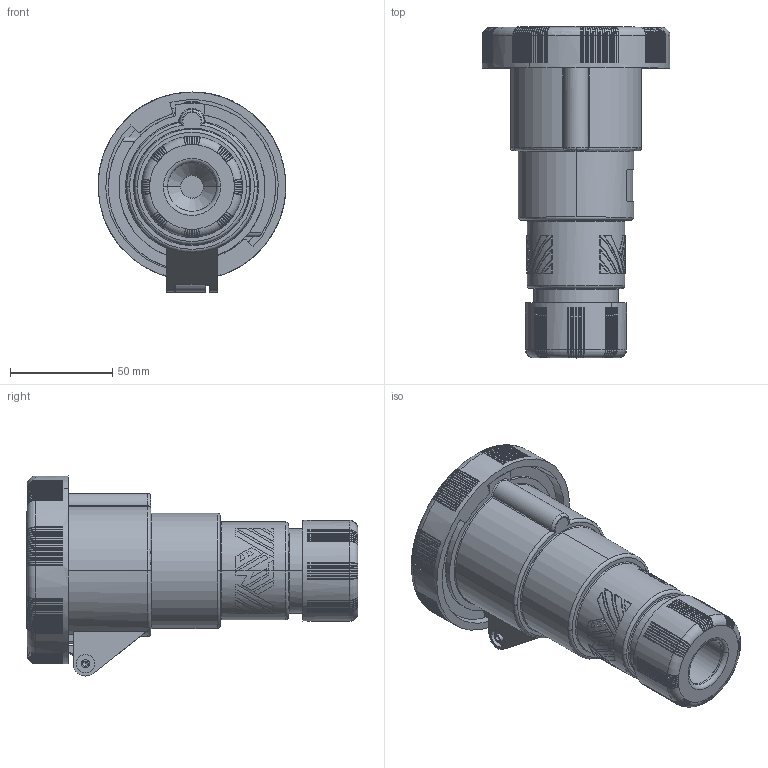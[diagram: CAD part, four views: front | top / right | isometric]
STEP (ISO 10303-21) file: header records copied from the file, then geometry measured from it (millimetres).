
FILE_DESCRIPTION(('CoCreate Modeling STEP Export'),'2;1');
FILE_NAME('PHW_3264_PV.stp','2011-04-04T14:48:59',(''),(''),'CoCreate Modeling STEP processor for AP214 (Solid Model)','CoCreate Modeling 16.00A 16-Aug-2008 (C) Parametric Technology GmbH','');
FILE_SCHEMA(('AUTOMOTIVE_DESIGN { 1 0 10303 214 1 1 1 1 }'));
Length unit declared in the file: millimetre
Products named in the file (3): CUSTODIA3264PV; COPTTOGHIERA3264; PHW_3264_PV
Assembly tree (2 placements, depth 2):
  PHW_3264_PV
    COPTTOGHIERA3264
    CUSTODIA3264PV
Bounding box: 92 x 162.6 x 98 mm (x, y, z)
Volume: 325303.1 mm3; surface area: 114149.1 mm2
Topology: 2 solids, 5 shells, 2098 faces, 5594 edges, 3227 vertices
Faces by surface type: plane 856, cylinder 578, torus 504, sphere 114, cone 26, bspline 20
Entity records: 115303 total; most frequent: CARTESIAN_POINT 52790, ORIENTED_EDGE 10544, DIRECTION 8546, EDGE_CURVE 5272, AXIS2_PLACEMENT_3D 3266, VERTEX_POINT 3227, EDGE_LOOP 2163, FACE_OUTER_BOUND 2098
